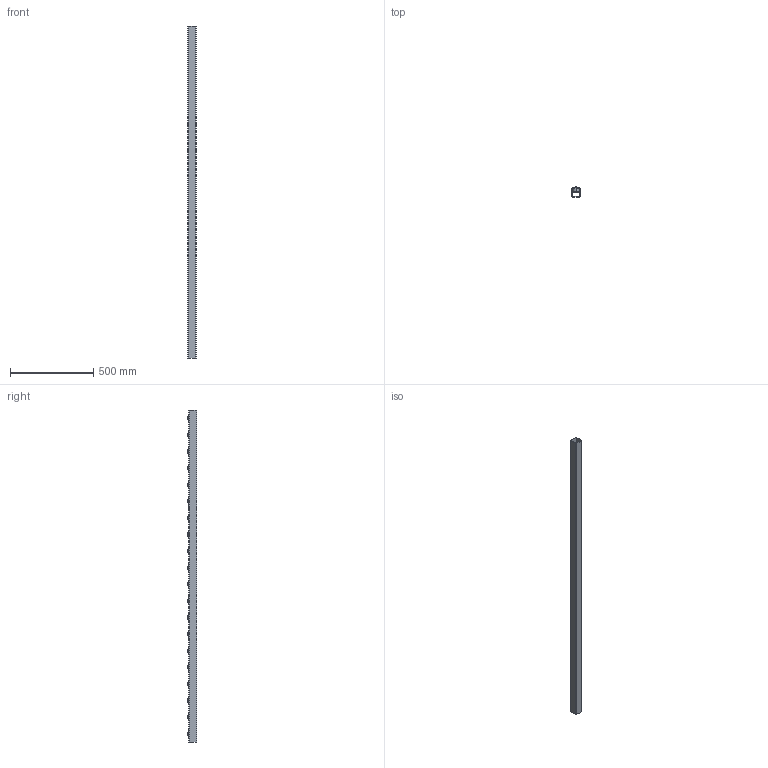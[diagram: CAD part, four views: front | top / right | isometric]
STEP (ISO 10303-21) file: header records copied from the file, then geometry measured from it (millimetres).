
FILE_DESCRIPTION (( 'STEP AP214' ), '1' );
FILE_NAME ('0041117.step', '2021-02-15T14:43:16', ( '' ), ( '' ), 'SwSTEP 2.0', 'SolidWorks 2020', '' );
FILE_SCHEMA (( 'AUTOMOTIVE_DESIGN' ));
Length unit declared in the file: millimetre
Products named in the file (3): 0041117; 0034065_VKR50x50x3_KFG_L2000-T100; 0017493_KR-B-22-KU
Assembly tree (21 placements, depth 2):
  0041117
    0034065_VKR50x50x3_KFG_L2000-T100
    0017493_KR-B-22-KU  x20
Bounding box: 50 x 59.8 x 2000 mm (x, y, z)
Volume: 1544779 mm3; surface area: 821563.3 mm2
Topology: 21 solids, 21 shells, 838 faces, 1908 edges, 1092 vertices
Faces by surface type: torus 240, cylinder 208, cone 120, bspline 120, plane 110, sphere 40
Entity records: 3513 total; most frequent: CARTESIAN_POINT 661, DIRECTION 620, ORIENTED_EDGE 500, AXIS2_PLACEMENT_3D 268, EDGE_CURVE 250, VERTEX_POINT 161, CIRCLE 153, EDGE_LOOP 143
